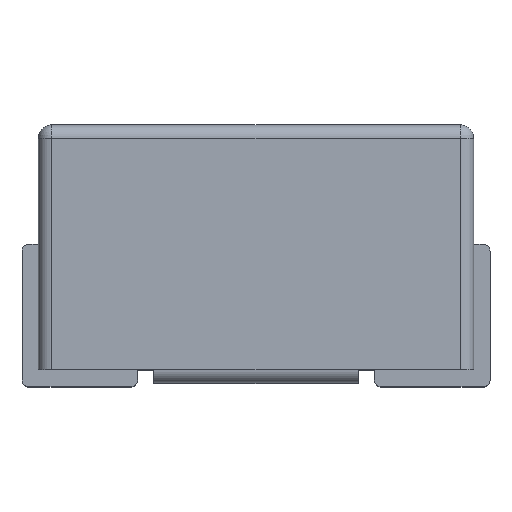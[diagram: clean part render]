
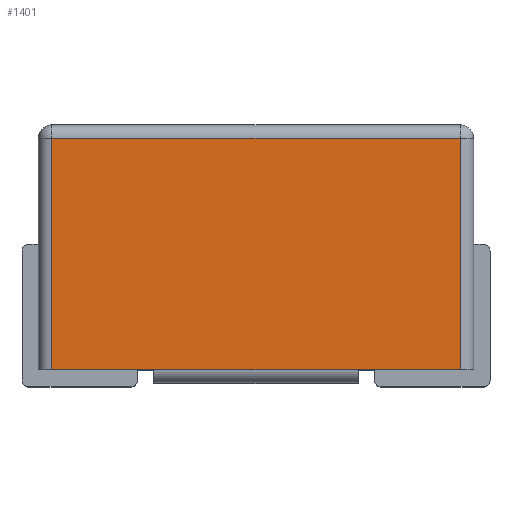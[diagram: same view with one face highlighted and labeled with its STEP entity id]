
A CAD part, top view. The second image highlights one B-rep face of the part: STEP entity #1401.
In plain terms, the highlighted planar face has unit normal (0, 0, 1).
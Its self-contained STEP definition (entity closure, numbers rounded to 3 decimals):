
#80 = VERTEX_POINT ( 'NONE', #789 ) ;
#99 = CARTESIAN_POINT ( 'NONE',  ( 0.75, 0.1, 1.35 ) ) ;
#187 = VERTEX_POINT ( 'NONE', #811 ) ;
#241 = DIRECTION ( 'NONE',  ( -1., 0., 0. ) ) ;
#259 = LINE ( 'NONE', #1347, #578 ) ;
#287 = CARTESIAN_POINT ( 'NONE',  ( 1.5, 1.8, 1.35 ) ) ;
#306 = CARTESIAN_POINT ( 'NONE',  ( -1.6, 0.1, 1.35 ) ) ;
#352 = DIRECTION ( 'NONE',  ( 1., 0., 0. ) ) ;
#354 = DIRECTION ( 'NONE',  ( 0., -1., 0. ) ) ;
#426 = EDGE_CURVE ( 'NONE', #187, #1436, #1482, .T. ) ;
#431 = ORIENTED_EDGE ( 'NONE', *, *, #1630, .T. ) ;
#433 = VECTOR ( 'NONE', #1106, 1000. ) ;
#445 = LINE ( 'NONE', #1008, #760 ) ;
#451 = VECTOR ( 'NONE', #354, 1000. ) ;
#471 = VECTOR ( 'NONE', #241, 1000. ) ;
#522 = EDGE_LOOP ( 'NONE', ( #912, #431, #1409, #779, #628, #772 ) ) ;
#578 = VECTOR ( 'NONE', #1485, 1000. ) ;
#583 = CARTESIAN_POINT ( 'NONE',  ( -1.5, 1.9, 1.35 ) ) ;
#603 = EDGE_CURVE ( 'NONE', #620, #187, #1508, .T. ) ;
#620 = VERTEX_POINT ( 'NONE', #1462 ) ;
#628 = ORIENTED_EDGE ( 'NONE', *, *, #758, .F. ) ;
#737 = CARTESIAN_POINT ( 'NONE',  ( 1.5, 0.1, 1.35 ) ) ;
#758 = EDGE_CURVE ( 'NONE', #933, #1436, #445, .T. ) ;
#760 = VECTOR ( 'NONE', #1272, 1000. ) ;
#770 = VECTOR ( 'NONE', #352, 1000. ) ;
#772 = ORIENTED_EDGE ( 'NONE', *, *, #959, .T. ) ;
#779 = ORIENTED_EDGE ( 'NONE', *, *, #426, .T. ) ;
#789 = CARTESIAN_POINT ( 'NONE',  ( -1.5, 1.8, 1.35 ) ) ;
#792 = CARTESIAN_POINT ( 'NONE',  ( -1.6, 1.8, 1.35 ) ) ;
#811 = CARTESIAN_POINT ( 'NONE',  ( -0.75, 0.1, 1.35 ) ) ;
#912 = ORIENTED_EDGE ( 'NONE', *, *, #1510, .T. ) ;
#933 = VERTEX_POINT ( 'NONE', #737 ) ;
#958 = DIRECTION ( 'NONE',  ( -1., 0., 0. ) ) ;
#959 = EDGE_CURVE ( 'NONE', #933, #1109, #259, .T. ) ;
#1008 = CARTESIAN_POINT ( 'NONE',  ( -1.6, 0.1, 1.35 ) ) ;
#1100 = FACE_OUTER_BOUND ( 'NONE', #522, .T. ) ;
#1106 = DIRECTION ( 'NONE',  ( 1., 0., 0. ) ) ;
#1109 = VERTEX_POINT ( 'NONE', #287 ) ;
#1117 = AXIS2_PLACEMENT_3D ( 'NONE', #1213, #1507, #958 ) ;
#1161 = LINE ( 'NONE', #583, #451 ) ;
#1180 = LINE ( 'NONE', #792, #471 ) ;
#1213 = CARTESIAN_POINT ( 'NONE',  ( -1.6, 1.9, 1.35 ) ) ;
#1272 = DIRECTION ( 'NONE',  ( -1., 0., 0. ) ) ;
#1288 = CARTESIAN_POINT ( 'NONE',  ( -1.6, 0.1, 1.35 ) ) ;
#1347 = CARTESIAN_POINT ( 'NONE',  ( 1.5, 1.9, 1.35 ) ) ;
#1401 = ADVANCED_FACE ( 'NONE', ( #1100 ), #1620, .F. ) ;
#1409 = ORIENTED_EDGE ( 'NONE', *, *, #603, .T. ) ;
#1436 = VERTEX_POINT ( 'NONE', #99 ) ;
#1462 = CARTESIAN_POINT ( 'NONE',  ( -1.5, 0.1, 1.35 ) ) ;
#1482 = LINE ( 'NONE', #1288, #770 ) ;
#1485 = DIRECTION ( 'NONE',  ( 0., 1., 0. ) ) ;
#1507 = DIRECTION ( 'NONE',  ( 0., 0., -1. ) ) ;
#1508 = LINE ( 'NONE', #306, #433 ) ;
#1510 = EDGE_CURVE ( 'NONE', #1109, #80, #1180, .T. ) ;
#1620 = PLANE ( 'NONE',  #1117 ) ;
#1630 = EDGE_CURVE ( 'NONE', #80, #620, #1161, .T. ) ;
